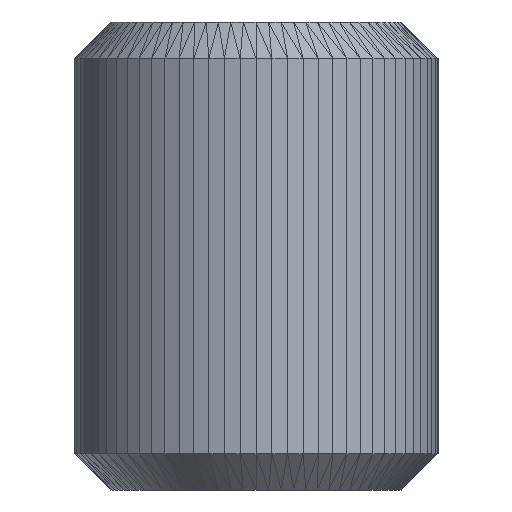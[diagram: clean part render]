
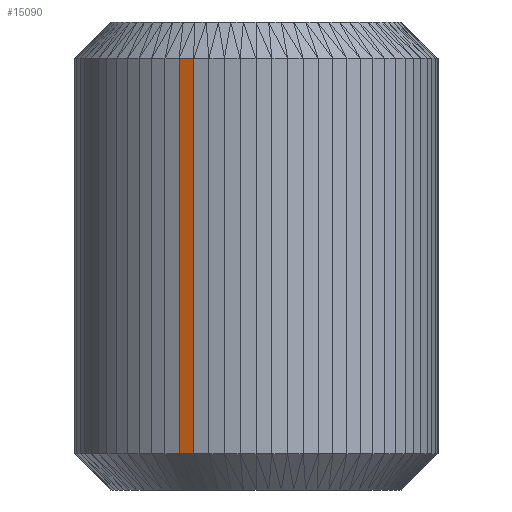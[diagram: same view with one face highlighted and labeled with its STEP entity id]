
A CAD part, left-side view. The second image highlights one B-rep face of the part: STEP entity #15090.
In plain terms, the highlighted planar face has unit normal (-0.924, 0.383, 0).
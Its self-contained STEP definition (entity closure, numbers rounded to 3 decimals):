
#1204 = VERTEX_POINT('',#1205);
#1205 = CARTESIAN_POINT('',(121.828,126.479,
    0.7));
#1296 = VERTEX_POINT('',#1297);
#1297 = CARTESIAN_POINT('',(121.711,126.197,
    0.7));
#1303 = EDGE_CURVE('',#1296,#1204,#1304,.T.);
#1304 = LINE('',#1305,#1306);
#1305 = CARTESIAN_POINT('',(121.711,126.197,
    0.7));
#1306 = VECTOR('',#1307,1.);
#1307 = DIRECTION('',(0.383,0.924,0.));
#12342 = VERTEX_POINT('',#12343);
#12343 = CARTESIAN_POINT('',(121.711,126.197,
    8.3));
#12387 = EDGE_CURVE('',#12342,#12388,#12390,.T.);
#12388 = VERTEX_POINT('',#12389);
#12389 = CARTESIAN_POINT('',(121.828,126.479,
    8.3));
#12390 = LINE('',#12391,#12392);
#12391 = CARTESIAN_POINT('',(121.711,126.197,
    8.3));
#12392 = VECTOR('',#12393,1.);
#12393 = DIRECTION('',(0.383,0.924,0.));
#15061 = EDGE_CURVE('',#12388,#1204,#15062,.T.);
#15062 = LINE('',#15063,#15064);
#15063 = CARTESIAN_POINT('',(121.828,126.479,
    8.3));
#15064 = VECTOR('',#15065,1.);
#15065 = DIRECTION('',(0.,0.,-1.));
#15090 = ADVANCED_FACE('',(#15091),#15102,.T.);
#15091 = FACE_BOUND('',#15092,.T.);
#15092 = EDGE_LOOP('',(#15093,#15094,#15100,#15101));
#15093 = ORIENTED_EDGE('',*,*,#1303,.F.);
#15094 = ORIENTED_EDGE('',*,*,#15095,.F.);
#15095 = EDGE_CURVE('',#12342,#1296,#15096,.T.);
#15096 = LINE('',#15097,#15098);
#15097 = CARTESIAN_POINT('',(121.711,126.197,
    8.3));
#15098 = VECTOR('',#15099,1.);
#15099 = DIRECTION('',(0.,0.,-1.));
#15100 = ORIENTED_EDGE('',*,*,#12387,.T.);
#15101 = ORIENTED_EDGE('',*,*,#15061,.T.);
#15102 = PLANE('',#15103);
#15103 = AXIS2_PLACEMENT_3D('',#15104,#15105,#15106);
#15104 = CARTESIAN_POINT('',(121.77,126.338,
    4.5));
#15105 = DIRECTION('',(-0.924,0.383,0.));
#15106 = DIRECTION('',(-0.383,-0.924,0.));
